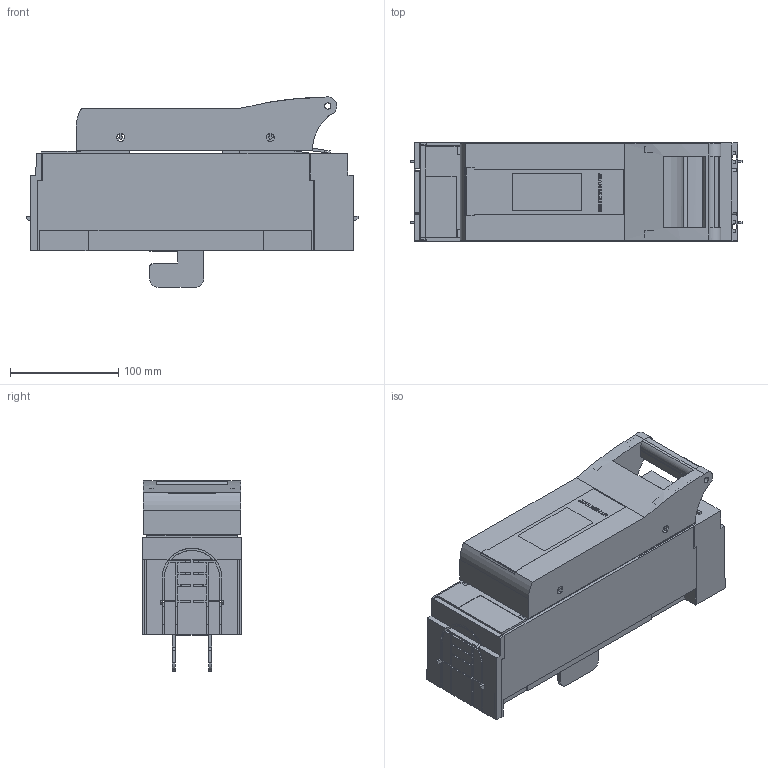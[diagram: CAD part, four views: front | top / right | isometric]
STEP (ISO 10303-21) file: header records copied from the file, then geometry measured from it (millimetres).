
FILE_DESCRIPTION(('CATIA V5 STEP'),'2;1');
FILE_NAME('T0632_01_L_KETO-3-1_SK_Ao.stp','2015-08-19T12:37:27+00:00',('none'),('Jean Müller GmbH'),'CATIA Version 5 Release 19 SP 9 (IN-10)','CATIA V5 STEP AP214','none');
FILE_SCHEMA(('AUTOMOTIVE_DESIGN { 1 0 10303 214 1 1 1 1 }'));
Length unit declared in the file: millimetre
Products named in the file (16): T0632_01_L_KETO-3-1/SK/Ao; 34240_01_L_Trennergehaeuse KETO-3-1/SK; 158650_01_L_Anschlussschiene KETO-3/SK; 34205_L_Frontplatte Gr3_1-polig; 34208_L01_Scheibe Gr1; 34242_L_KETO Schutzabdeckung unten Gr3_1-polig; 34241_L_KETO-Schutzabdeckung oben Gr3-1-polig; 66905_Spannscheibe DIN 6796_12; 68290_Sechskantschraube M12x25; 158684_L_NH-Kontakt  Gr.3   KETO-3; 802977_L_Klemmbuegel SK123-T/L/SL; 158226_Klemmbuegel; 60185_L_Setzmutter M12; 60571_Sond-Gwd-Stift-DIN915-M12x15,4; 61208_L_Scheibe; 158641_01_L_Anschlusslasche Gr.3
Assembly tree (16 placements, depth 3):
  T0632_01_L_KETO-3-1/SK/Ao
    34240_01_L_Trennergehaeuse KETO-3-1/SK
    158650_01_L_Anschlussschiene KETO-3/SK
    34205_L_Frontplatte Gr3_1-polig
    34208_L01_Scheibe Gr1
    34242_L_KETO Schutzabdeckung unten Gr3_1-polig
    34241_L_KETO-Schutzabdeckung oben Gr3-1-polig
    66905_Spannscheibe DIN 6796_12
    68290_Sechskantschraube M12x25
    158684_L_NH-Kontakt  Gr.3   KETO-3  x2
    802977_L_Klemmbuegel SK123-T/L/SL
      158226_Klemmbuegel
      60185_L_Setzmutter M12
      60571_Sond-Gwd-Stift-DIN915-M12x15,4
      61208_L_Scheibe
    158641_01_L_Anschlusslasche Gr.3
Bounding box: 306.48 x 90.75 x 175.79 mm (x, y, z)
Volume: 1313648.1 mm3; surface area: 492013.9 mm2
Topology: 15 solids, 15 shells, 1326 faces, 3921 edges, 2631 vertices
Faces by surface type: plane 1065, cylinder 227, cone 28, extrusion 4, torus 2
Entity records: 41060 total; most frequent: CARTESIAN_POINT 7731, ORIENTED_EDGE 7638, DIRECTION 5402, EDGE_CURVE 3819, VECTOR 3230, LINE 3228, VERTEX_POINT 2563, EDGE_LOOP 1414
